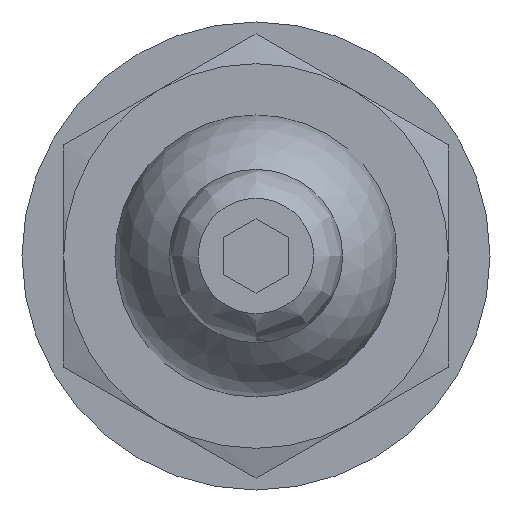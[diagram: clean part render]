
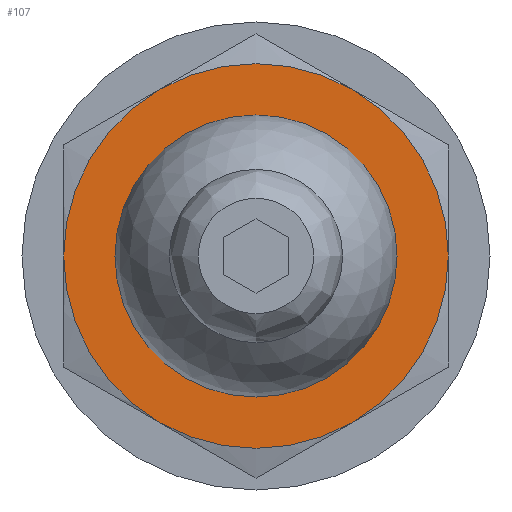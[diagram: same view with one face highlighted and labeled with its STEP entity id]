
A CAD part, front view. The second image highlights one B-rep face of the part: STEP entity #107.
In plain terms, the highlighted planar face has unit normal (0, -1, 0).
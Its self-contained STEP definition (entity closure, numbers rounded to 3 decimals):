
#107 = ADVANCED_FACE( '', ( #238, #239 ), #240, .F. );
#238 = FACE_BOUND( '', #427, .T. );
#239 = FACE_OUTER_BOUND( '', #428, .T. );
#240 = PLANE( '', #429 );
#427 = EDGE_LOOP( '', ( #648 ) );
#428 = EDGE_LOOP( '', ( #649, #650, #651, #652, #653, #654 ) );
#429 = AXIS2_PLACEMENT_3D( '', #655, #656, #657 );
#648 = ORIENTED_EDGE( '', *, *, #883, .T. );
#649 = ORIENTED_EDGE( '', *, *, #862, .T. );
#650 = ORIENTED_EDGE( '', *, *, #901, .T. );
#651 = ORIENTED_EDGE( '', *, *, #897, .T. );
#652 = ORIENTED_EDGE( '', *, *, #873, .T. );
#653 = ORIENTED_EDGE( '', *, *, #902, .T. );
#654 = ORIENTED_EDGE( '', *, *, #903, .T. );
#655 = CARTESIAN_POINT( '', ( 15., 0., 0. ) );
#656 = DIRECTION( '', ( 0., 1., 0. ) );
#657 = DIRECTION( '', ( 0., 0., 1. ) );
#862 = EDGE_CURVE( '', #984, #999, #1000, .T. );
#873 = EDGE_CURVE( '', #1012, #1015, #1017, .T. );
#883 = EDGE_CURVE( '', #1033, #1033, #1034, .T. );
#897 = EDGE_CURVE( '', #1056, #1012, #1057, .T. );
#901 = EDGE_CURVE( '', #999, #1056, #1062, .T. );
#902 = EDGE_CURVE( '', #1015, #977, #1063, .T. );
#903 = EDGE_CURVE( '', #977, #984, #1064, .T. );
#977 = VERTEX_POINT( '', #1170 );
#984 = VERTEX_POINT( '', #1193 );
#999 = VERTEX_POINT( '', #1223 );
#1000 = CIRCLE( '', #1224, 15. );
#1012 = VERTEX_POINT( '', #1251 );
#1015 = VERTEX_POINT( '', #1259 );
#1017 = CIRCLE( '', #1266, 15. );
#1033 = VERTEX_POINT( '', #1286 );
#1034 = CIRCLE( '', #1287, 11. );
#1056 = VERTEX_POINT( '', #1324 );
#1057 = CIRCLE( '', #1325, 15. );
#1062 = CIRCLE( '', #1340, 15. );
#1063 = CIRCLE( '', #1341, 15. );
#1064 = CIRCLE( '', #1342, 15. );
#1170 = CARTESIAN_POINT( '', ( -7.5, 0., -12.99 ) );
#1193 = CARTESIAN_POINT( '', ( 7.5, 0., -12.99 ) );
#1223 = CARTESIAN_POINT( '', ( 15., 0., 0. ) );
#1224 = AXIS2_PLACEMENT_3D( '', #1465, #1466, #1467 );
#1251 = CARTESIAN_POINT( '', ( -7.5, 0., 12.99 ) );
#1259 = CARTESIAN_POINT( '', ( -15., 0., 0. ) );
#1266 = AXIS2_PLACEMENT_3D( '', #1474, #1475, #1476 );
#1286 = CARTESIAN_POINT( '', ( 0., 0., 11. ) );
#1287 = AXIS2_PLACEMENT_3D( '', #1487, #1488, #1489 );
#1324 = CARTESIAN_POINT( '', ( 7.5, 0., 12.99 ) );
#1325 = AXIS2_PLACEMENT_3D( '', #1501, #1502, #1503 );
#1340 = AXIS2_PLACEMENT_3D( '', #1504, #1505, #1506 );
#1341 = AXIS2_PLACEMENT_3D( '', #1507, #1508, #1509 );
#1342 = AXIS2_PLACEMENT_3D( '', #1510, #1511, #1512 );
#1465 = CARTESIAN_POINT( '', ( 0., 0., 0. ) );
#1466 = DIRECTION( '', ( 0., -1., 0. ) );
#1467 = DIRECTION( '', ( 0., 0., -1. ) );
#1474 = CARTESIAN_POINT( '', ( 0., 0., 0. ) );
#1475 = DIRECTION( '', ( 0., -1., 0. ) );
#1476 = DIRECTION( '', ( 0., 0., -1. ) );
#1487 = CARTESIAN_POINT( '', ( 0., 0., 0. ) );
#1488 = DIRECTION( '', ( 0., 1., 0. ) );
#1489 = DIRECTION( '', ( 0., 0., 1. ) );
#1501 = CARTESIAN_POINT( '', ( 0., 0., 0. ) );
#1502 = DIRECTION( '', ( 0., -1., 0. ) );
#1503 = DIRECTION( '', ( 0., 0., -1. ) );
#1504 = CARTESIAN_POINT( '', ( 0., 0., 0. ) );
#1505 = DIRECTION( '', ( 0., -1., 0. ) );
#1506 = DIRECTION( '', ( 0., 0., -1. ) );
#1507 = CARTESIAN_POINT( '', ( 0., 0., 0. ) );
#1508 = DIRECTION( '', ( 0., -1., 0. ) );
#1509 = DIRECTION( '', ( 0., 0., -1. ) );
#1510 = CARTESIAN_POINT( '', ( 0., 0., 0. ) );
#1511 = DIRECTION( '', ( 0., -1., 0. ) );
#1512 = DIRECTION( '', ( 0., 0., -1. ) );
